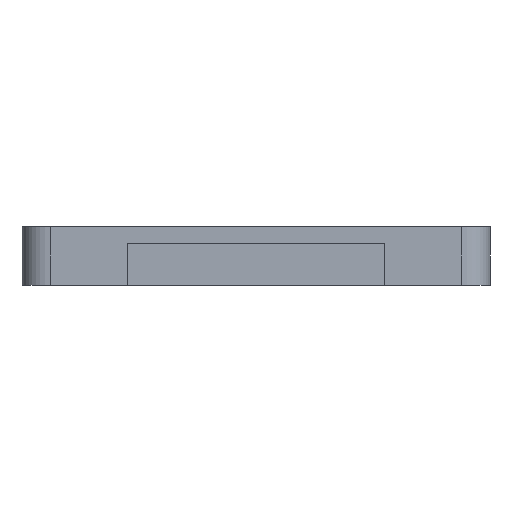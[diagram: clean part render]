
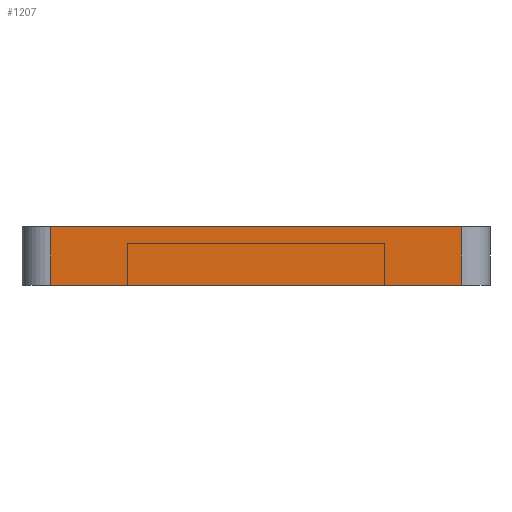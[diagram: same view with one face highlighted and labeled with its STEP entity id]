
A CAD part, front view. The second image highlights one B-rep face of the part: STEP entity #1207.
In plain terms, the highlighted planar face has unit normal (0, -1, 0).
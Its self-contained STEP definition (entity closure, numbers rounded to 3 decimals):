
#158 = VERTEX_POINT ( 'NONE', #3241 ) ;
#358 = CARTESIAN_POINT ( 'NONE',  ( -100., -163., 25. ) ) ;
#668 = CARTESIAN_POINT ( 'NONE',  ( -100., -163., 25. ) ) ;
#695 = DIRECTION ( 'NONE',  ( 0., 0., 1. ) ) ;
#728 = CARTESIAN_POINT ( 'NONE',  ( -88., -163., 0. ) ) ;
#766 = DIRECTION ( 'NONE',  ( 0., 0., -1. ) ) ;
#1090 = EDGE_CURVE ( 'NONE', #5898, #3056, #2732, .T. ) ;
#1207 = ADVANCED_FACE ( 'NONE', ( #3287 ), #3305, .F. ) ;
#1210 = ORIENTED_EDGE ( 'NONE', *, *, #5157, .F. ) ;
#1218 = DIRECTION ( 'NONE',  ( 0., 0., 1. ) ) ;
#1321 = VECTOR ( 'NONE', #3750, 1000. ) ;
#1550 = EDGE_LOOP ( 'NONE', ( #1210, #2317, #1990, #6180 ) ) ;
#1685 = LINE ( 'NONE', #3945, #5572 ) ;
#1990 = ORIENTED_EDGE ( 'NONE', *, *, #1090, .T. ) ;
#2317 = ORIENTED_EDGE ( 'NONE', *, *, #4189, .T. ) ;
#2732 = LINE ( 'NONE', #5869, #1321 ) ;
#3056 = VERTEX_POINT ( 'NONE', #3466 ) ;
#3211 = VECTOR ( 'NONE', #3530, 1000. ) ;
#3241 = CARTESIAN_POINT ( 'NONE',  ( -88., -163., 25. ) ) ;
#3287 = FACE_OUTER_BOUND ( 'NONE', #1550, .T. ) ;
#3305 = PLANE ( 'NONE',  #6770 ) ;
#3466 = CARTESIAN_POINT ( 'NONE',  ( 88., -163., 0. ) ) ;
#3530 = DIRECTION ( 'NONE',  ( 1., 0., 0. ) ) ;
#3558 = LINE ( 'NONE', #358, #3211 ) ;
#3587 = CARTESIAN_POINT ( 'NONE',  ( 88., -163., 25. ) ) ;
#3750 = DIRECTION ( 'NONE',  ( 1., 0., 0. ) ) ;
#3865 = LINE ( 'NONE', #4416, #5276 ) ;
#3945 = CARTESIAN_POINT ( 'NONE',  ( -88., -163., 25. ) ) ;
#4189 = EDGE_CURVE ( 'NONE', #158, #5898, #1685, .T. ) ;
#4371 = DIRECTION ( 'NONE',  ( 0., 1., 0. ) ) ;
#4416 = CARTESIAN_POINT ( 'NONE',  ( 88., -163., 25. ) ) ;
#5157 = EDGE_CURVE ( 'NONE', #158, #6665, #3558, .T. ) ;
#5276 = VECTOR ( 'NONE', #695, 1000. ) ;
#5572 = VECTOR ( 'NONE', #766, 1000. ) ;
#5869 = CARTESIAN_POINT ( 'NONE',  ( -100., -163., 0. ) ) ;
#5898 = VERTEX_POINT ( 'NONE', #728 ) ;
#6180 = ORIENTED_EDGE ( 'NONE', *, *, #6387, .T. ) ;
#6387 = EDGE_CURVE ( 'NONE', #3056, #6665, #3865, .T. ) ;
#6665 = VERTEX_POINT ( 'NONE', #3587 ) ;
#6770 = AXIS2_PLACEMENT_3D ( 'NONE', #668, #4371, #1218 ) ;
